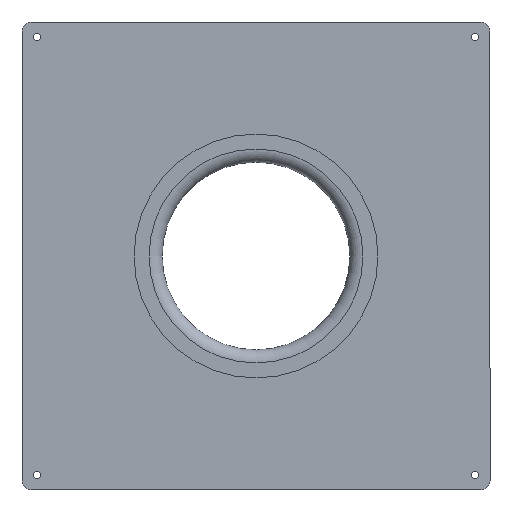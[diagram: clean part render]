
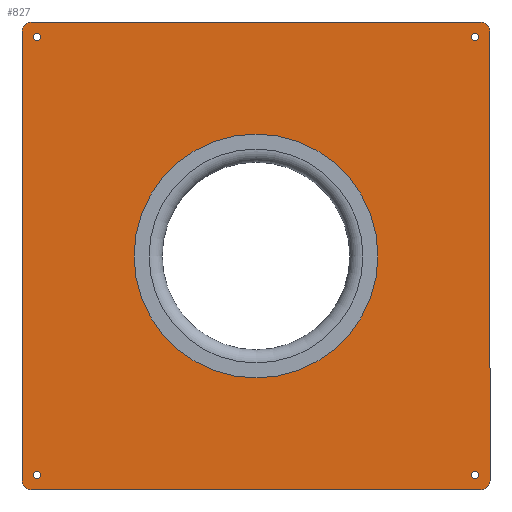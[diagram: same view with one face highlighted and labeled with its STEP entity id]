
A CAD part, front view. The second image highlights one B-rep face of the part: STEP entity #827.
In plain terms, the highlighted face is planar.
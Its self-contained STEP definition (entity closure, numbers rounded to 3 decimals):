
#386=CARTESIAN_POINT('',(-115.,-117.,0.7));
#387=VERTEX_POINT('',#386);
#388=CARTESIAN_POINT('',(-117.,-117.,0.7));
#389=DIRECTION('',(0.0,0.0,-1.0));
#390=DIRECTION('',(-1.0,0.0,0.0));
#391=AXIS2_PLACEMENT_3D('',#388,#389,#390);
#392=CIRCLE('',#391,2.);
#393=EDGE_CURVE('',#387,#387,#392,.T.);
#414=CARTESIAN_POINT('',(119.,117.0,0.7));
#415=VERTEX_POINT('',#414);
#416=CARTESIAN_POINT('',(117.,117.0,0.7));
#417=DIRECTION('',(0.0,0.0,-1.0));
#418=DIRECTION('',(-1.0,0.0,0.0));
#419=AXIS2_PLACEMENT_3D('',#416,#417,#418);
#420=CIRCLE('',#419,2.);
#421=EDGE_CURVE('',#415,#415,#420,.T.);
#442=CARTESIAN_POINT('',(-115.,117.0,0.7));
#443=VERTEX_POINT('',#442);
#444=CARTESIAN_POINT('',(-117.,117.0,0.7));
#445=DIRECTION('',(0.0,0.0,-1.0));
#446=DIRECTION('',(-1.0,0.0,0.0));
#447=AXIS2_PLACEMENT_3D('',#444,#445,#446);
#448=CIRCLE('',#447,2.0);
#449=EDGE_CURVE('',#443,#443,#448,.T.);
#470=CARTESIAN_POINT('',(119.0,-117.,0.7));
#471=VERTEX_POINT('',#470);
#472=CARTESIAN_POINT('',(117.,-117.,0.7));
#473=DIRECTION('',(0.0,0.0,-1.0));
#474=DIRECTION('',(-1.0,0.0,0.0));
#475=AXIS2_PLACEMENT_3D('',#472,#473,#474);
#476=CIRCLE('',#475,2.0);
#477=EDGE_CURVE('',#471,#471,#476,.T.);
#498=CARTESIAN_POINT('',(57.0,0.,0.7));
#499=VERTEX_POINT('',#498);
#500=CARTESIAN_POINT('',(0.0,0.0,0.7));
#501=DIRECTION('',(0.0,0.0,-1.0));
#502=DIRECTION('',(-1.0,0.0,0.0));
#503=AXIS2_PLACEMENT_3D('',#500,#501,#502);
#504=CIRCLE('',#503,57.0);
#505=EDGE_CURVE('',#499,#499,#504,.T.);
#515=CARTESIAN_POINT('',(-120.,-125.,0.7));
#516=VERTEX_POINT('',#515);
#517=CARTESIAN_POINT('',(-125.,-120.,0.7));
#518=VERTEX_POINT('',#517);
#519=CARTESIAN_POINT('',(-120.,-120.,0.7));
#520=DIRECTION('',(0.0,0.0,-1.0));
#521=DIRECTION('',(-0.707,-0.707,0.0));
#522=AXIS2_PLACEMENT_3D('',#519,#520,#521);
#523=CIRCLE('',#522,5.);
#524=EDGE_CURVE('',#516,#518,#523,.T.);
#566=CARTESIAN_POINT('',(120.,-125.,0.7));
#567=VERTEX_POINT('',#566);
#574=CARTESIAN_POINT('',(120.,-125.,0.7));
#575=DIRECTION('',(-1.0,0.0,0.0));
#576=VECTOR('',#575,240.0);
#577=LINE('',#574,#576);
#578=EDGE_CURVE('',#567,#516,#577,.T.);
#662=CARTESIAN_POINT('',(-125.,120.0,0.7));
#663=VERTEX_POINT('',#662);
#664=CARTESIAN_POINT('',(-120.,125.0,0.7));
#665=VERTEX_POINT('',#664);
#666=CARTESIAN_POINT('',(-120.,120.0,0.7));
#667=DIRECTION('',(0.0,0.0,-1.0));
#668=DIRECTION('',(-0.707,0.707,0.0));
#669=AXIS2_PLACEMENT_3D('',#666,#667,#668);
#670=CIRCLE('',#669,5.);
#671=EDGE_CURVE('',#663,#665,#670,.T.);
#695=CARTESIAN_POINT('',(120.,125.0,0.7));
#696=VERTEX_POINT('',#695);
#697=CARTESIAN_POINT('',(-120.,125.0,0.7));
#698=DIRECTION('',(1.0,0.0,0.0));
#699=VECTOR('',#698,240.0);
#700=LINE('',#697,#699);
#701=EDGE_CURVE('',#665,#696,#700,.T.);
#718=CARTESIAN_POINT('',(125.,120.0,0.7));
#719=VERTEX_POINT('',#718);
#720=CARTESIAN_POINT('',(120.,120.0,0.7));
#721=DIRECTION('',(0.0,0.0,-1.0));
#722=DIRECTION('',(0.707,0.707,0.0));
#723=AXIS2_PLACEMENT_3D('',#720,#721,#722);
#724=CIRCLE('',#723,5.);
#725=EDGE_CURVE('',#696,#719,#724,.T.);
#743=CARTESIAN_POINT('',(125.,-120.,0.7));
#744=VERTEX_POINT('',#743);
#745=CARTESIAN_POINT('',(120.,-120.,0.7));
#746=DIRECTION('',(0.0,0.0,-1.0));
#747=DIRECTION('',(0.707,-0.707,0.0));
#748=AXIS2_PLACEMENT_3D('',#745,#746,#747);
#749=CIRCLE('',#748,5.);
#750=EDGE_CURVE('',#744,#567,#749,.T.);
#769=CARTESIAN_POINT('',(-125.,-120.,0.7));
#770=DIRECTION('',(0.0,1.0,0.0));
#771=VECTOR('',#770,240.);
#772=LINE('',#769,#771);
#773=EDGE_CURVE('',#518,#663,#772,.T.);
#786=CARTESIAN_POINT('',(125.,120.0,0.7));
#787=DIRECTION('',(0.0,-1.0,0.0));
#788=VECTOR('',#787,240.);
#789=LINE('',#786,#788);
#790=EDGE_CURVE('',#719,#744,#789,.T.);
#797=CARTESIAN_POINT('',(0.0,0.,0.7));
#798=DIRECTION('',(0.0,0.0,1.0));
#799=DIRECTION('',(1.0,0.0,0.0));
#800=AXIS2_PLACEMENT_3D('',#797,#798,#799);
#801=PLANE('',#800);
#802=ORIENTED_EDGE('',*,*,#524,.F.);
#803=ORIENTED_EDGE('',*,*,#578,.F.);
#804=ORIENTED_EDGE('',*,*,#750,.F.);
#805=ORIENTED_EDGE('',*,*,#790,.F.);
#806=ORIENTED_EDGE('',*,*,#725,.F.);
#807=ORIENTED_EDGE('',*,*,#701,.F.);
#808=ORIENTED_EDGE('',*,*,#671,.F.);
#809=ORIENTED_EDGE('',*,*,#773,.F.);
#810=EDGE_LOOP('',(#802,#803,#804,#805,#806,#807,#808,#809));
#811=FACE_OUTER_BOUND('',#810,.T.);
#812=ORIENTED_EDGE('',*,*,#393,.T.);
#813=EDGE_LOOP('',(#812));
#814=FACE_BOUND('',#813,.T.);
#815=ORIENTED_EDGE('',*,*,#421,.T.);
#816=EDGE_LOOP('',(#815));
#817=FACE_BOUND('',#816,.T.);
#818=ORIENTED_EDGE('',*,*,#449,.T.);
#819=EDGE_LOOP('',(#818));
#820=FACE_BOUND('',#819,.T.);
#821=ORIENTED_EDGE('',*,*,#477,.T.);
#822=EDGE_LOOP('',(#821));
#823=FACE_BOUND('',#822,.T.);
#824=ORIENTED_EDGE('',*,*,#505,.T.);
#825=EDGE_LOOP('',(#824));
#826=FACE_BOUND('',#825,.T.);
#827=ADVANCED_FACE('',(#811,#814,#817,#820,#823,#826),#801,.T.);
